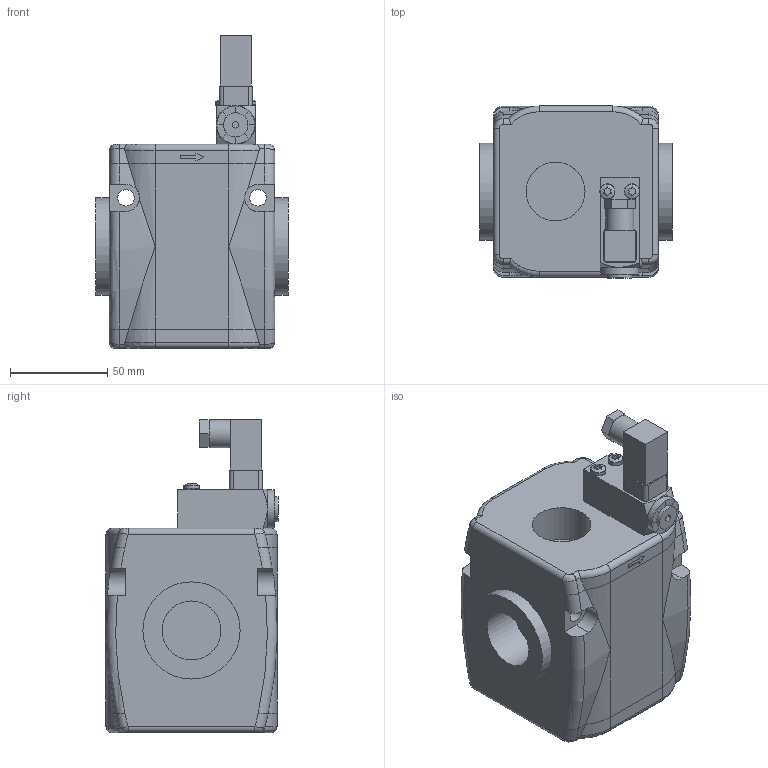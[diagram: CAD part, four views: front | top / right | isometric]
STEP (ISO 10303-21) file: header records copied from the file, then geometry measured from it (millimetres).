
FILE_DESCRIPTION((''),'2;1');
FILE_NAME('N174BPP.step','2013-10-02T16:07:01',(''),(''),'Autodesk Inventor 2013','Autodesk Inventor 2013','');
FILE_SCHEMA(('AUTOMOTIVE_DESIGN { 1 0 10303 214 1 1 1 1 }'));
Length unit declared in the file: millimetre
Products named in the file (3): N174BPP; T1714B
Assembly tree (2 placements, depth 2):
  N174BPP
    N174BPP
    T1714B
Bounding box: 99 x 88.5 x 161 mm (x, y, z)
Volume: 754842.9 mm3; surface area: 70762 mm2
Topology: 2 solids, 2 shells, 261 faces, 628 edges, 392 vertices
Faces by surface type: plane 142, cylinder 76, torus 28, bspline 8, cone 5, sphere 2
Full cylindrical faces by diameter (mm): 0.2 x2, 1.5 x1, 4 x2, 5.3 x1, 6.5 x1, 7.8 x2, 8.5 x2, 12.5 x1, 14.5 x1, 19.5 x1, 30.291 x4, 50 x2
Entity records: 8210 total; most frequent: CARTESIAN_POINT 2163, DIRECTION 1221, ORIENTED_EDGE 1192, EDGE_CURVE 596, AXIS2_PLACEMENT_3D 455, VERTEX_POINT 385, VECTOR 311, LINE 311
